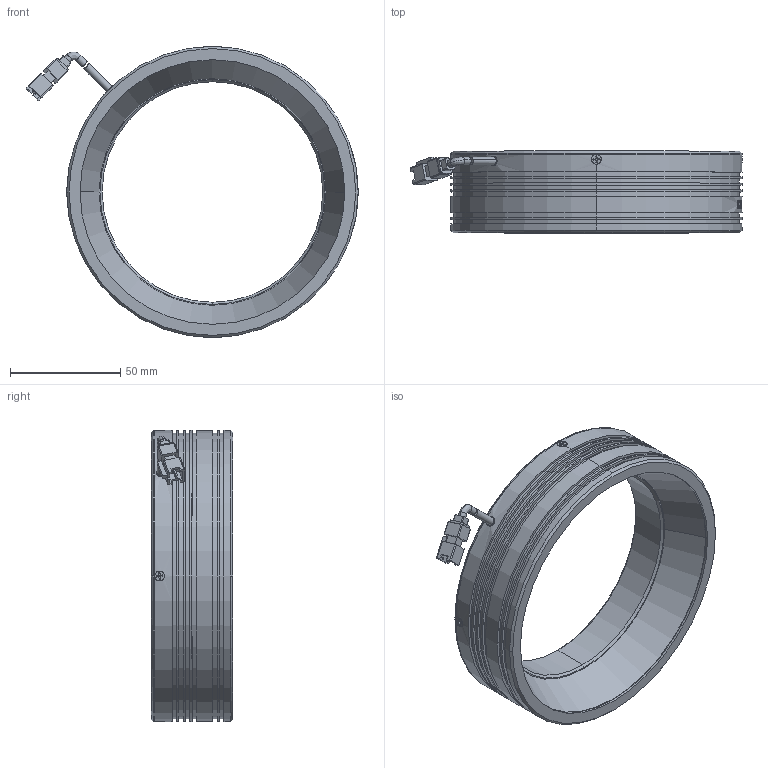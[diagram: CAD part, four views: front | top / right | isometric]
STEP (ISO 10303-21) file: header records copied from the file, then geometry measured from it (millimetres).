
FILE_DESCRIPTION (( 'STEP AP214' ), '1' );
FILE_NAME ('661101-R.STEP', '2019-03-19T06:30:47', ( 'user' ), ( '微软中国' ), 'SwSTEP 2.0', 'SolidWorks 2016', '' );
FILE_SCHEMA (( 'AUTOMOTIVE_DESIGN' ));
Length unit declared in the file: millimetre
Products named in the file (1): 661101-R
Bounding box: 150.51 x 37 x 132 mm (x, y, z)
Volume: 149369.5 mm3; surface area: 120488.6 mm2
Topology: 176 solids, 176 shells, 1569 faces, 3406 edges, 2063 vertices
Faces by surface type: cylinder 853, plane 485, bspline 181, cone 50
Entity records: 64586 total; most frequent: CARTESIAN_POINT 12651, DIRECTION 7295, ORIENTED_EDGE 6136, EDGE_CURVE 3068, AXIS2_PLACEMENT_3D 3043, VERTEX_POINT 2063, EDGE_LOOP 1809, UNCERTAINTY_MEASURE_WITH_UNIT 1747
